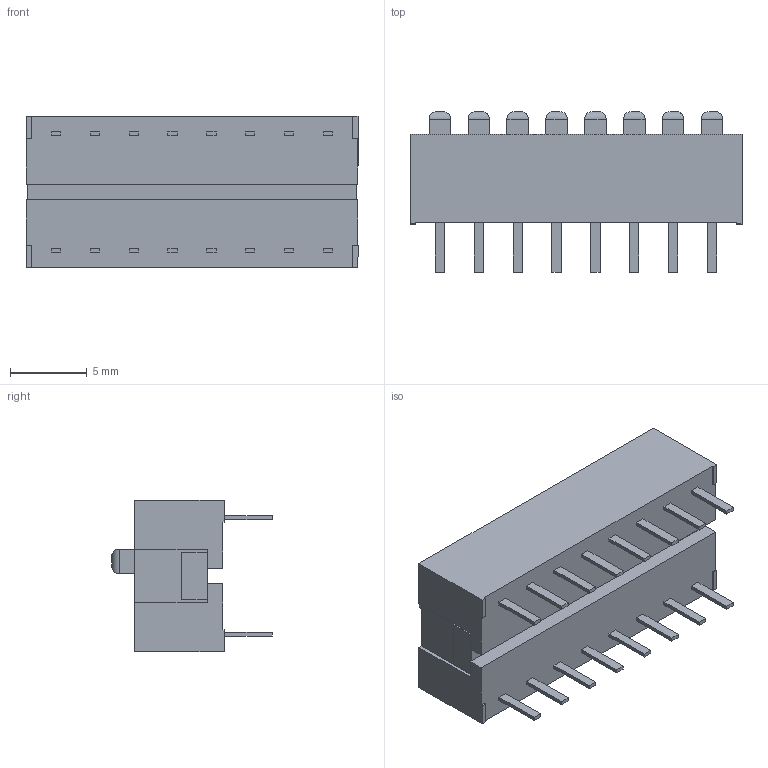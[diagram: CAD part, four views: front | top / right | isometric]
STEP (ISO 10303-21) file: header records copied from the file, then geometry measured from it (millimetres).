
FILE_DESCRIPTION (( 'STEP AP214' ), '1' );
FILE_NAME ('DIP Switch 8-way_blue.STEP', '2024-04-27T21:23:44', ( '' ), ( '' ), 'SwSTEP 2.0', 'SolidWorks 2021', '' );
FILE_SCHEMA (( 'AUTOMOTIVE_DESIGN' ));
Length unit declared in the file: millimetre
Products named in the file (1): DIP Switch 8-way_blue
Bounding box: 21.68 x 10.5 x 9.9 mm (x, y, z)
Volume: 1226.8 mm3; surface area: 1024.7 mm2
Topology: 1 solids, 1 shells, 353 faces, 866 edges, 560 vertices
Faces by surface type: plane 287, cylinder 62, bspline 4
Entity records: 12982 total; most frequent: CARTESIAN_POINT 1928, ORIENTED_EDGE 1732, DIRECTION 1586, EDGE_CURVE 866, VECTOR 766, LINE 766, VERTEX_POINT 560, AXIS2_PLACEMENT_3D 410
